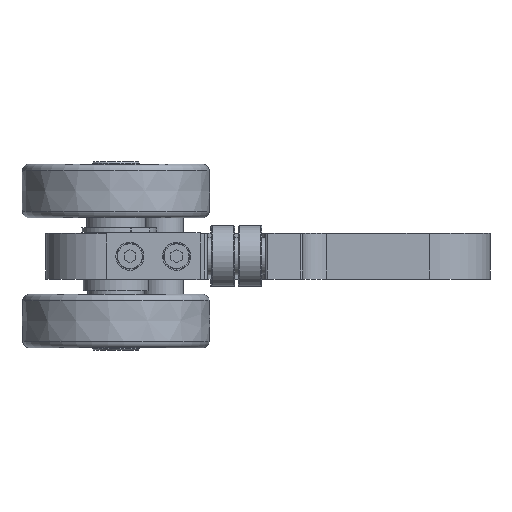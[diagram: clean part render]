
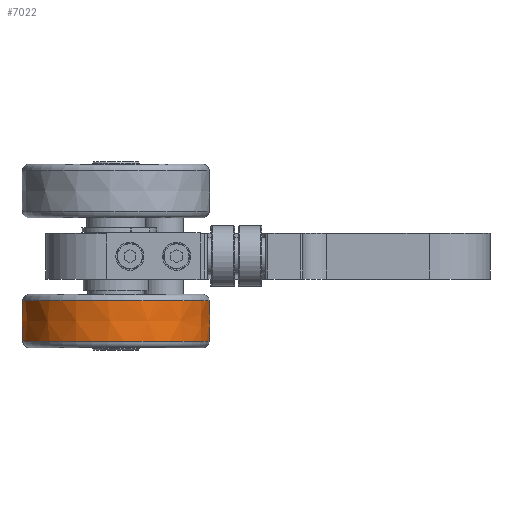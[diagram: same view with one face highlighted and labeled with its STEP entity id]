
A CAD part, left-side view. The second image highlights one B-rep face of the part: STEP entity #7022.
In plain terms, the highlighted free-form (B-spline) face has degree [2, 2] with [3, 9] control points.
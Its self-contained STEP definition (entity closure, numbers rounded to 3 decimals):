
#225=(
BOUNDED_SURFACE()
B_SPLINE_SURFACE(2,2,((#11227,#11228,#11229,#11230,#11231,#11232,#11233,
#11234,#11235),(#11236,#11237,#11238,#11239,#11240,#11241,#11242,#11243,
#11244),(#11245,#11246,#11247,#11248,#11249,#11250,#11251,#11252,#11253)),
 .UNSPECIFIED.,.F.,.T.,.F.)
B_SPLINE_SURFACE_WITH_KNOTS((3,3),(3,2,2,2,3),(-0.043,0.043),
(-3.142,-1.571,0.,1.571,3.142),
 .UNSPECIFIED.)
GEOMETRIC_REPRESENTATION_ITEM()
RATIONAL_B_SPLINE_SURFACE(((1.,0.707,1.,0.707,1.,
0.707,1.,0.707,1.),(0.999,0.706,
0.999,0.706,0.999,0.706,
0.999,0.706,0.999),(1.,0.707,
1.,0.707,1.,0.707,1.,0.707,1.)))
REPRESENTATION_ITEM('')
SURFACE()
);
#1174=FACE_OUTER_BOUND('',#1557,.T.);
#1557=EDGE_LOOP('',(#5336,#5337,#5338,#5339,#5340,#5341));
#2562=CIRCLE('',#7695,20.007);
#2563=CIRCLE('',#7696,20.007);
#2567=CIRCLE('',#7701,20.007);
#2568=CIRCLE('',#7702,20.007);
#2586=CIRCLE('',#7724,100.);
#3153=VERTEX_POINT('',#11176);
#3154=VERTEX_POINT('',#11177);
#3157=VERTEX_POINT('',#11186);
#3158=VERTEX_POINT('',#11187);
#3971=EDGE_CURVE('',#3153,#3154,#2562,.T.);
#3972=EDGE_CURVE('',#3154,#3153,#2563,.T.);
#3976=EDGE_CURVE('',#3157,#3158,#2567,.T.);
#3977=EDGE_CURVE('',#3158,#3157,#2568,.T.);
#3997=EDGE_CURVE('',#3153,#3158,#2586,.T.);
#5336=ORIENTED_EDGE('',*,*,#3971,.T.);
#5337=ORIENTED_EDGE('',*,*,#3972,.T.);
#5338=ORIENTED_EDGE('',*,*,#3997,.T.);
#5339=ORIENTED_EDGE('',*,*,#3977,.T.);
#5340=ORIENTED_EDGE('',*,*,#3976,.T.);
#5341=ORIENTED_EDGE('',*,*,#3997,.F.);
#7022=ADVANCED_FACE('',(#1174),#225,.F.);
#7695=AXIS2_PLACEMENT_3D('',#11178,#9021,#9022);
#7696=AXIS2_PLACEMENT_3D('',#11179,#9023,#9024);
#7701=AXIS2_PLACEMENT_3D('',#11188,#9033,#9034);
#7702=AXIS2_PLACEMENT_3D('',#11189,#9035,#9036);
#7724=AXIS2_PLACEMENT_3D('',#11254,#9081,#9082);
#9021=DIRECTION('center_axis',(1.,0.,0.));
#9022=DIRECTION('ref_axis',(0.,0.,-1.));
#9023=DIRECTION('center_axis',(1.,0.,0.));
#9024=DIRECTION('ref_axis',(0.,0.,-1.));
#9033=DIRECTION('center_axis',(-1.,0.,0.));
#9034=DIRECTION('ref_axis',(0.,0.,1.));
#9035=DIRECTION('center_axis',(-1.,0.,0.));
#9036=DIRECTION('ref_axis',(0.,0.,1.));
#9081=DIRECTION('center_axis',(0.,-1.,0.));
#9082=DIRECTION('ref_axis',(0.,0.,-1.));
#11176=CARTESIAN_POINT('',(-4.315,0.,-20.007));
#11177=CARTESIAN_POINT('',(-4.315,0.,20.007));
#11178=CARTESIAN_POINT('Origin',(-4.315,0.,0.));
#11179=CARTESIAN_POINT('Origin',(-4.315,0.,0.));
#11186=CARTESIAN_POINT('',(4.315,0.,20.007));
#11187=CARTESIAN_POINT('',(4.315,0.,-20.007));
#11188=CARTESIAN_POINT('Origin',(4.315,0.,0.));
#11189=CARTESIAN_POINT('Origin',(4.315,0.,0.));
#11227=CARTESIAN_POINT('Ctrl Pts',(4.315,0.,-20.007));
#11228=CARTESIAN_POINT('Ctrl Pts',(4.315,-20.007,-20.007));
#11229=CARTESIAN_POINT('Ctrl Pts',(4.315,-20.007,0.));
#11230=CARTESIAN_POINT('Ctrl Pts',(4.315,-20.007,20.007));
#11231=CARTESIAN_POINT('Ctrl Pts',(4.315,0.,20.007));
#11232=CARTESIAN_POINT('Ctrl Pts',(4.315,20.007,20.007));
#11233=CARTESIAN_POINT('Ctrl Pts',(4.315,20.007,0.));
#11234=CARTESIAN_POINT('Ctrl Pts',(4.315,20.007,-20.007));
#11235=CARTESIAN_POINT('Ctrl Pts',(4.315,0.,-20.007));
#11236=CARTESIAN_POINT('Ctrl Pts',(0.,0.,-20.193));
#11237=CARTESIAN_POINT('Ctrl Pts',(0.,-20.193,
-20.193));
#11238=CARTESIAN_POINT('Ctrl Pts',(0.,-20.193,
0.));
#11239=CARTESIAN_POINT('Ctrl Pts',(0.,-20.193,
20.193));
#11240=CARTESIAN_POINT('Ctrl Pts',(0.,0.,20.193));
#11241=CARTESIAN_POINT('Ctrl Pts',(0.,20.193,
20.193));
#11242=CARTESIAN_POINT('Ctrl Pts',(0.,20.193,
0.));
#11243=CARTESIAN_POINT('Ctrl Pts',(0.,20.193,
-20.193));
#11244=CARTESIAN_POINT('Ctrl Pts',(0.,0.,-20.193));
#11245=CARTESIAN_POINT('Ctrl Pts',(-4.315,0.,-20.007));
#11246=CARTESIAN_POINT('Ctrl Pts',(-4.315,-20.007,
-20.007));
#11247=CARTESIAN_POINT('Ctrl Pts',(-4.315,-20.007,
0.));
#11248=CARTESIAN_POINT('Ctrl Pts',(-4.315,-20.007,
20.007));
#11249=CARTESIAN_POINT('Ctrl Pts',(-4.315,0.,20.007));
#11250=CARTESIAN_POINT('Ctrl Pts',(-4.315,20.007,20.007));
#11251=CARTESIAN_POINT('Ctrl Pts',(-4.315,20.007,0.));
#11252=CARTESIAN_POINT('Ctrl Pts',(-4.315,20.007,-20.007));
#11253=CARTESIAN_POINT('Ctrl Pts',(-4.315,0.,-20.007));
#11254=CARTESIAN_POINT('Origin',(0.,0.,
79.9));
